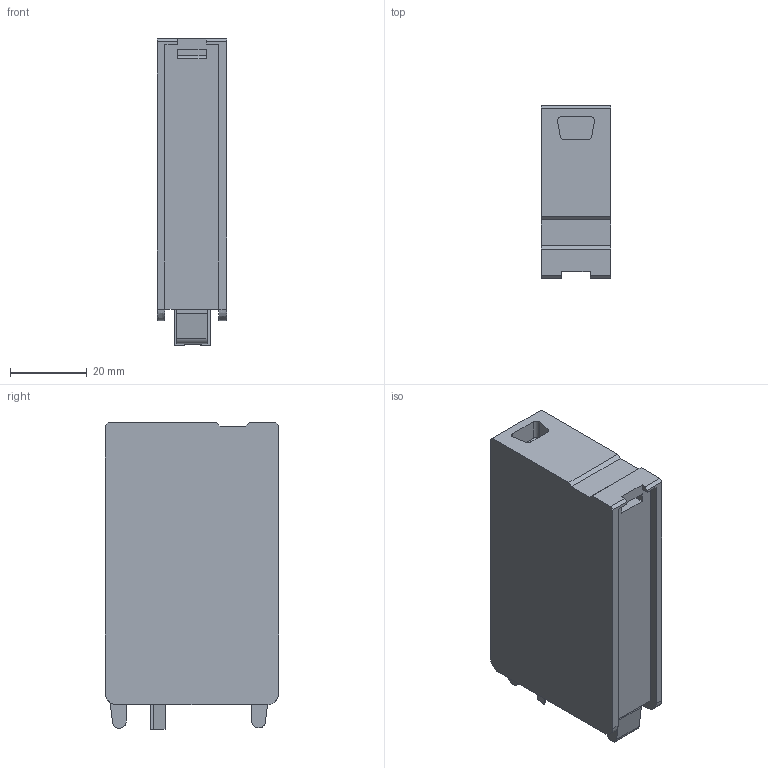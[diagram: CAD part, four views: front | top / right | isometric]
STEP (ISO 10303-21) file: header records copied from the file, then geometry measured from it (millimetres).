
FILE_DESCRIPTION(('CATIA V5 STEP Exchange','CAx-IF Rec.Pracs.--- Model Styling and Organization---1.4--- 2014-01-23'),'2;1');
FILE_NAME ('D1478095_1', '2024-03-26T06:19:26+00:00', ('none'), ('Weidmueller'), 'CATIA Version 5-6 Release 2016 SP3 HF44', 'CATIA V5 STEP AP214', 'none');
FILE_SCHEMA(('AUTOMOTIVE_DESIGN { 1 0 10303 214 1 1 1 1 }'));
Length unit declared in the file: millimetre
Products named in the file (1): S3D_VPU_AC_I_0_275-25_LCF_XXX
Bounding box: 18 x 45 x 79.7 mm (x, y, z)
Volume: 54789 mm3; surface area: 12199.7 mm2
Topology: 1 solids, 1 shells, 72 faces, 201 edges, 138 vertices
Faces by surface type: plane 56, cylinder 12, extrusion 4
Entity records: 2478 total; most frequent: CARTESIAN_POINT 553, ORIENTED_EDGE 402, DIRECTION 308, EDGE_CURVE 201, VECTOR 168, LINE 164, VERTEX_POINT 138, AXIS2_PLACEMENT_3D 80
